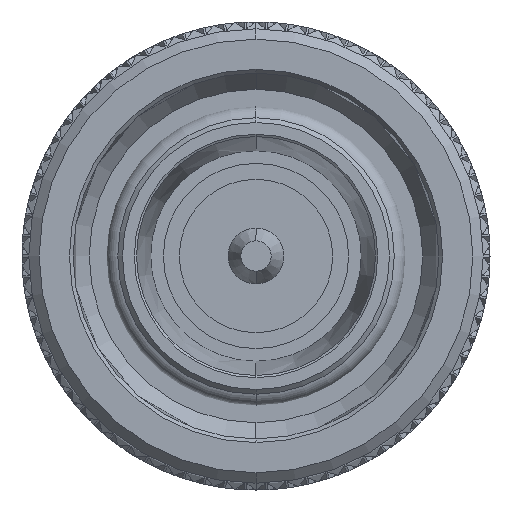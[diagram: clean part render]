
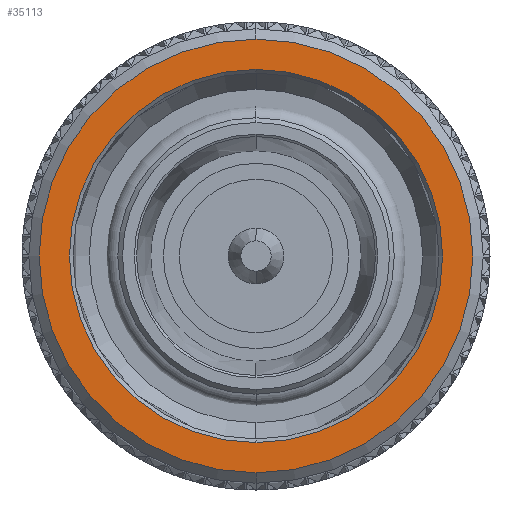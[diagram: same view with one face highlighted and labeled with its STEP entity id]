
A CAD part, left-side view. The second image highlights one B-rep face of the part: STEP entity #35113.
In plain terms, the highlighted planar face has unit normal (-1, 0, 0).
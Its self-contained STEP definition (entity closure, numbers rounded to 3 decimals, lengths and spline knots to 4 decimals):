
#104 = EDGE_CURVE ( 'NONE', #125580, #116054, #131672, .T. ) ;
#1527 = DIRECTION ( 'NONE',  ( 1., 0., 0. ) ) ;
#6307 = DIRECTION ( 'NONE',  ( 1., 0., 0. ) ) ;
#20395 = ORIENTED_EDGE ( 'NONE', *, *, #34489, .T. ) ;
#23495 = CIRCLE ( 'NONE', #114417, 0.3987 ) ;
#24259 = DIRECTION ( 'NONE',  ( 0., 0., 1. ) ) ;
#27222 = ORIENTED_EDGE ( 'NONE', *, *, #100443, .T. ) ;
#32298 = VERTEX_POINT ( 'NONE', #69715 ) ;
#34275 = ORIENTED_EDGE ( 'NONE', *, *, #69867, .F. ) ;
#34489 = EDGE_CURVE ( 'NONE', #38216, #32298, #134112, .T. ) ;
#35113 = ADVANCED_FACE ( 'NONE', ( #79487, #89727 ), #56976, .T. ) ;
#35617 = DIRECTION ( 'NONE',  ( 1., 0., 0. ) ) ;
#38216 = VERTEX_POINT ( 'NONE', #48068 ) ;
#40899 = AXIS2_PLACEMENT_3D ( 'NONE', #57905, #111595, #24259 ) ;
#42615 = ORIENTED_EDGE ( 'NONE', *, *, #104, .F. ) ;
#48068 = CARTESIAN_POINT ( 'NONE',  ( 0.0458, 0., 0.3987 ) ) ;
#56976 = PLANE ( 'NONE',  #40899 ) ;
#57905 = CARTESIAN_POINT ( 'NONE',  ( 0.0458, 0.486, 0. ) ) ;
#66493 = CARTESIAN_POINT ( 'NONE',  ( 0.0458, 0., 0. ) ) ;
#69335 = DIRECTION ( 'NONE',  ( 0., 0., -1. ) ) ;
#69715 = CARTESIAN_POINT ( 'NONE',  ( 0.0458, 0., -0.3987 ) ) ;
#69867 = EDGE_CURVE ( 'NONE', #116054, #125580, #81110, .T. ) ;
#71023 = AXIS2_PLACEMENT_3D ( 'NONE', #89929, #6307, #125507 ) ;
#72464 = CARTESIAN_POINT ( 'NONE',  ( 0.0458, 0., -0.4634 ) ) ;
#79487 = FACE_OUTER_BOUND ( 'NONE', #88727, .T. ) ;
#81088 = DIRECTION ( 'NONE',  ( 0., 0., -1. ) ) ;
#81110 = CIRCLE ( 'NONE', #71023, 0.4634 ) ;
#86071 = CARTESIAN_POINT ( 'NONE',  ( 0.0458, 0., 0. ) ) ;
#88727 = EDGE_LOOP ( 'NONE', ( #42615, #34275 ) ) ;
#89727 = FACE_BOUND ( 'NONE', #108792, .T. ) ;
#89929 = CARTESIAN_POINT ( 'NONE',  ( 0.0458, 0., 0. ) ) ;
#100443 = EDGE_CURVE ( 'NONE', #32298, #38216, #23495, .T. ) ;
#101563 = CARTESIAN_POINT ( 'NONE',  ( 0.0458, 0., 0. ) ) ;
#108792 = EDGE_LOOP ( 'NONE', ( #20395, #27222 ) ) ;
#108872 = DIRECTION ( 'NONE',  ( 0., 0., -1. ) ) ;
#110824 = AXIS2_PLACEMENT_3D ( 'NONE', #66493, #1527, #69335 ) ;
#111595 = DIRECTION ( 'NONE',  ( -1., 0., 0. ) ) ;
#114417 = AXIS2_PLACEMENT_3D ( 'NONE', #86071, #140339, #108872 ) ;
#116054 = VERTEX_POINT ( 'NONE', #132955 ) ;
#117626 = AXIS2_PLACEMENT_3D ( 'NONE', #101563, #35617, #81088 ) ;
#125507 = DIRECTION ( 'NONE',  ( 0., 0., -1. ) ) ;
#125580 = VERTEX_POINT ( 'NONE', #72464 ) ;
#131672 = CIRCLE ( 'NONE', #117626, 0.4634 ) ;
#132955 = CARTESIAN_POINT ( 'NONE',  ( 0.0458, 0., 0.4634 ) ) ;
#134112 = CIRCLE ( 'NONE', #110824, 0.3987 ) ;
#140339 = DIRECTION ( 'NONE',  ( 1., 0., 0. ) ) ;
